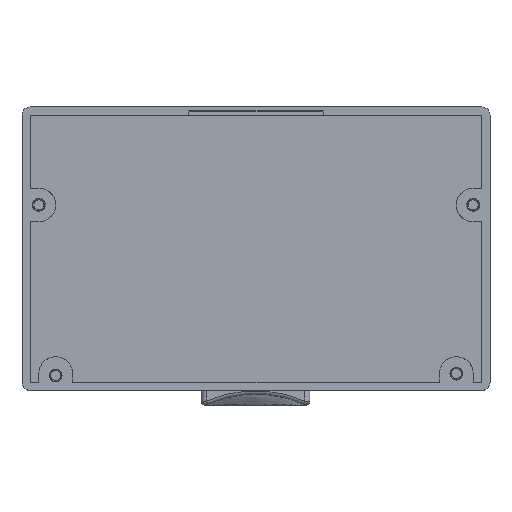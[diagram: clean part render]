
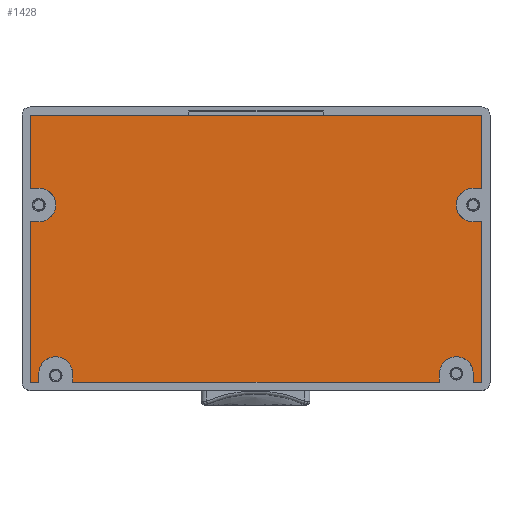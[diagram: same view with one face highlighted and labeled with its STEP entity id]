
A CAD part, top view. The second image highlights one B-rep face of the part: STEP entity #1428.
In plain terms, the highlighted planar face has unit normal (0, 0, 1).
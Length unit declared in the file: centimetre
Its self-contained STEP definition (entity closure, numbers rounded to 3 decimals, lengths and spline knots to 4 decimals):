
#218=FACE_OUTER_BOUND($,#328,.T.);
#328=EDGE_LOOP($,(#1148,#1149,#1150,#1151));
#382=LINE($,#2121,#497);
#456=LINE($,#2383,#571);
#457=LINE($,#2385,#572);
#458=LINE($,#2386,#573);
#497=VECTOR($,#1665,13.42);
#571=VECTOR($,#1915,7.94);
#572=VECTOR($,#1916,7.94);
#573=VECTOR($,#1917,13.42);
#608=VERTEX_POINT($,#2118);
#609=VERTEX_POINT($,#2120);
#693=VERTEX_POINT($,#2382);
#694=VERTEX_POINT($,#2384);
#742=EDGE_CURVE($,#608,#609,#382,.F.);
#858=EDGE_CURVE($,#609,#693,#456,.T.);
#859=EDGE_CURVE($,#608,#694,#457,.F.);
#860=EDGE_CURVE($,#693,#694,#458,.T.);
#1148=ORIENTED_EDGE($,*,*,#858,.F.);
#1149=ORIENTED_EDGE($,*,*,#742,.F.);
#1150=ORIENTED_EDGE($,*,*,#859,.T.);
#1151=ORIENTED_EDGE($,*,*,#860,.F.);
#1359=PLANE($,#1565);
#1428=ADVANCED_FACE($,(#218),#1359,.T.);
#1565=AXIS2_PLACEMENT_3D($,#2381,#1913,#1914);
#1665=DIRECTION($,(-1.,0.,0.));
#1913=DIRECTION('center_axis',(0.,0.,1.));
#1914=DIRECTION('ref_axis',(1.,0.,0.));
#1915=DIRECTION($,(0.,-1.,0.));
#1916=DIRECTION($,(0.,1.,0.));
#1917=DIRECTION($,(-1.,0.,0.));
#2118=CARTESIAN_POINT('',(-26.7215,66.01,-2.114));
#2120=CARTESIAN_POINT('',(-13.3015,66.01,-2.114));
#2121=CARTESIAN_POINT($,(-20.024,66.01,-2.114));
#2381=CARTESIAN_POINT('Origin',(-13.6365,66.25,-2.114));
#2382=CARTESIAN_POINT('',(-13.3015,58.07,-2.114));
#2383=CARTESIAN_POINT($,(-13.3015,55.305,-2.114));
#2384=CARTESIAN_POINT('',(-26.7215,58.07,-2.114));
#2385=CARTESIAN_POINT($,(-26.7215,66.25,-2.114));
#2386=CARTESIAN_POINT($,(-16.8303,58.07,-2.114));
